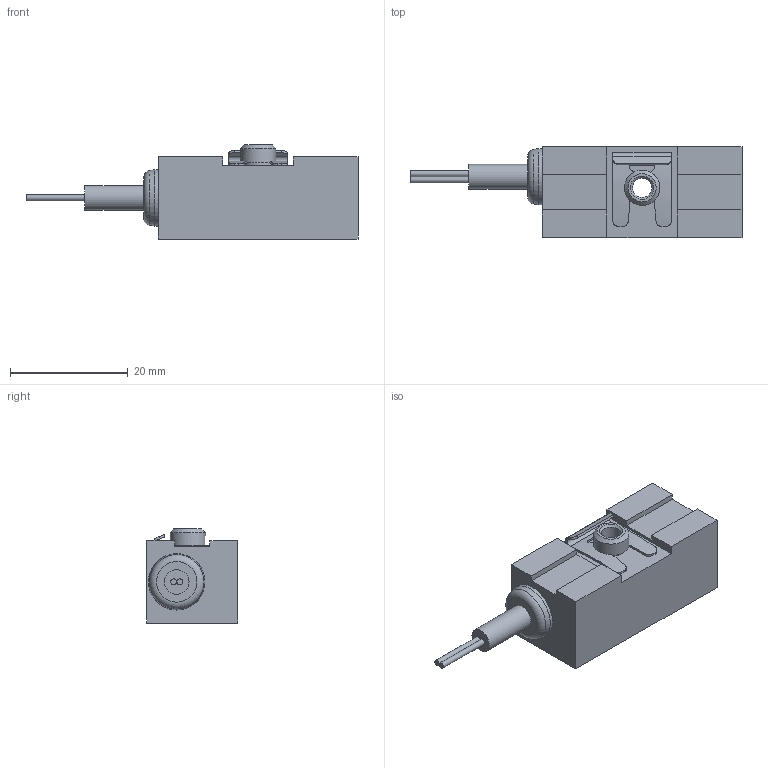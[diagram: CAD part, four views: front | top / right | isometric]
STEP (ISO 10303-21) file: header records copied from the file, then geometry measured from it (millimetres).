
FILE_DESCRIPTION(/* description */ ('STEP AP214'),/* implementation_level */ '2;1');
FILE_NAME(/* name */ '160998_SMEO-1-LED-230-K5-B',/* time_stamp */ '2024-09-15T08:18:22+02:00',/* author */ ('License CC BY-ND 4.0'),/* organization */ ('CADENAS'),/* preprocessor_version */ 'ST-DEVELOPER v19.3',/* originating_system */ 'PARTsolutions',/* authorisation */ ' ');
FILE_SCHEMA (('AUTOMOTIVE_DESIGN {1 0 10303 214 3 1 1}'));
Length unit declared in the file: millimetre
Products named in the file (1): 160998 SMEO-1-LED-230-K5-B
Bounding box: 56.5 x 15.6 x 16 mm (x, y, z)
Volume: 7287.2 mm3; surface area: 3146 mm2
Topology: 1 solids, 1 shells, 72 faces, 204 edges, 135 vertices
Faces by surface type: plane 42, cylinder 25, cone 4, torus 1
Full cylindrical faces by diameter (mm): 1 x2, 3.242 x1, 4.2 x1, 5 x1, 6 x1, 9.6 x1
Entity records: 2822 total; most frequent: CARTESIAN_POINT 456, ORIENTED_EDGE 376, DIRECTION 371, EDGE_CURVE 188, VERTEX_POINT 131, AXIS2_PLACEMENT_3D 128, LINE 115, VECTOR 115
